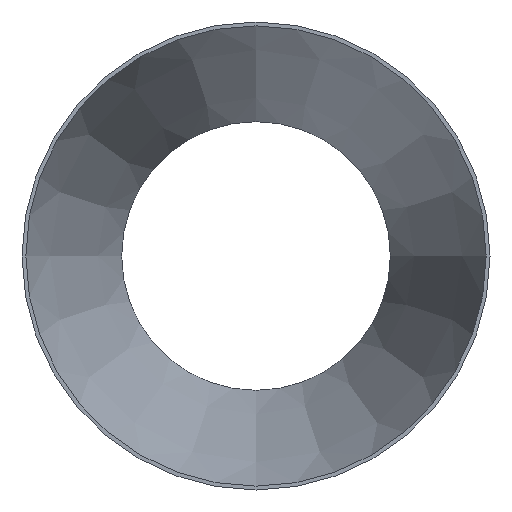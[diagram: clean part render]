
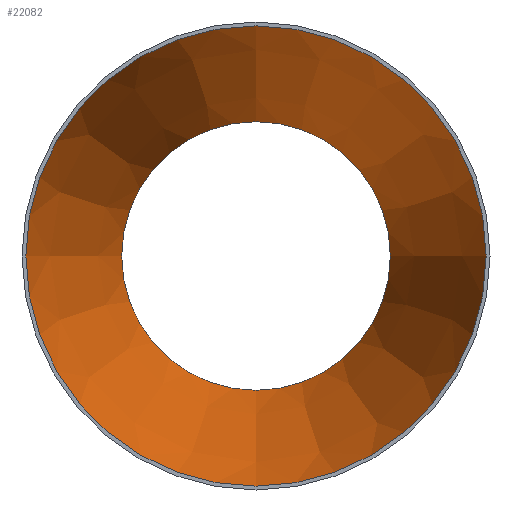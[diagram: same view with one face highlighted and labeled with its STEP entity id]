
A CAD part, front view. The second image highlights one B-rep face of the part: STEP entity #22082.
In plain terms, the highlighted conical face has half-angle 16.285 degrees and reference radius 124.916 mm.
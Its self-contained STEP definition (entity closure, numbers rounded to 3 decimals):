
#888 = CARTESIAN_POINT ( 'NONE',  ( 0., 0., 0. ) ) ;
#1177 = ORIENTED_EDGE ( 'NONE', *, *, #18058, .T. ) ;
#1363 = DIRECTION ( 'NONE',  ( 0., -1., 0. ) ) ;
#2000 = CONICAL_SURFACE ( 'NONE', #11352, 124.916, 0.284 ) ;
#2057 = ORIENTED_EDGE ( 'NONE', *, *, #18924, .F. ) ;
#2971 = DIRECTION ( 'NONE',  ( 0., -1., 0. ) ) ;
#3191 = DIRECTION ( 'NONE',  ( 0., -1., 0. ) ) ;
#4263 = AXIS2_PLACEMENT_3D ( 'NONE', #25406, #3191, #10008 ) ;
#7564 = EDGE_LOOP ( 'NONE', ( #1177 ) ) ;
#7984 = CARTESIAN_POINT ( 'NONE',  ( 0., 0., -124.916 ) ) ;
#7994 = CARTESIAN_POINT ( 'NONE',  ( 0., 0., 0. ) ) ;
#8305 = FACE_BOUND ( 'NONE', #27715, .T. ) ;
#9471 = AXIS2_PLACEMENT_3D ( 'NONE', #888, #1363, #23107 ) ;
#10008 = DIRECTION ( 'NONE',  ( 0., 0., -1. ) ) ;
#10739 = VERTEX_POINT ( 'NONE', #7984 ) ;
#11352 = AXIS2_PLACEMENT_3D ( 'NONE', #7994, #2971, #13490 ) ;
#13490 = DIRECTION ( 'NONE',  ( 0., 0., -1. ) ) ;
#18058 = EDGE_CURVE ( 'NONE', #10739, #10739, #23474, .T. ) ;
#18924 = EDGE_CURVE ( 'NONE', #22732, #22732, #31625, .T. ) ;
#22082 = ADVANCED_FACE ( 'NONE', ( #8305, #30001 ), #2000, .F. ) ;
#22732 = VERTEX_POINT ( 'NONE', #27861 ) ;
#23107 = DIRECTION ( 'NONE',  ( 0., 0., -1. ) ) ;
#23474 = CIRCLE ( 'NONE', #9471, 124.916 ) ;
#25406 = CARTESIAN_POINT ( 'NONE',  ( 0., 178., 0. ) ) ;
#27715 = EDGE_LOOP ( 'NONE', ( #2057 ) ) ;
#27861 = CARTESIAN_POINT ( 'NONE',  ( 0., 178., -72.916 ) ) ;
#30001 = FACE_OUTER_BOUND ( 'NONE', #7564, .T. ) ;
#31625 = CIRCLE ( 'NONE', #4263, 72.916 ) ;
